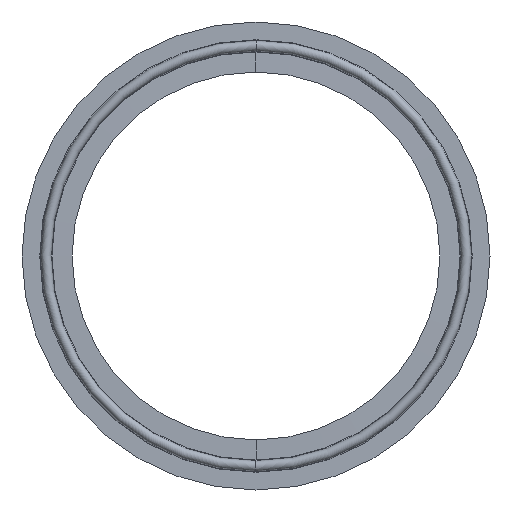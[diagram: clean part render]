
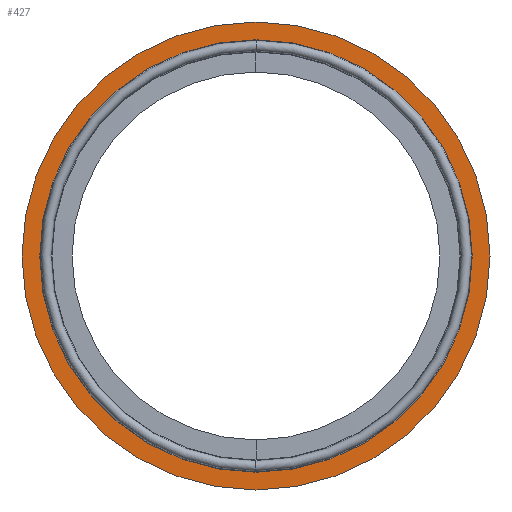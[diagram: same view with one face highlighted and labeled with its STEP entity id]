
A CAD part, left-side view. The second image highlights one B-rep face of the part: STEP entity #427.
In plain terms, the highlighted planar face has unit normal (-1, 0, 0).
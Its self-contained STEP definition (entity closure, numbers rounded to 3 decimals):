
#40 = CARTESIAN_POINT ( 'NONE',  ( -0.9, 0., 49.9 ) ) ;
#50 = EDGE_CURVE ( 'NONE', #902, #562, #261, .T. ) ;
#57 = AXIS2_PLACEMENT_3D ( 'NONE', #714, #217, #704 ) ;
#63 = DIRECTION ( 'NONE',  ( 1., 0., 0. ) ) ;
#68 = VERTEX_POINT ( 'NONE', #151 ) ;
#92 = CIRCLE ( 'NONE', #309, 54. ) ;
#134 = ORIENTED_EDGE ( 'NONE', *, *, #776, .T. ) ;
#136 = PLANE ( 'NONE',  #259 ) ;
#151 = CARTESIAN_POINT ( 'NONE',  ( -0.9, 0., 54. ) ) ;
#185 = AXIS2_PLACEMENT_3D ( 'NONE', #761, #693, #624 ) ;
#217 = DIRECTION ( 'NONE',  ( 1., 0., 0. ) ) ;
#228 = EDGE_LOOP ( 'NONE', ( #134, #694 ) ) ;
#234 = DIRECTION ( 'NONE',  ( 0., 0., 1. ) ) ;
#259 = AXIS2_PLACEMENT_3D ( 'NONE', #570, #63, #275 ) ;
#261 = CIRCLE ( 'NONE', #185, 49.9 ) ;
#271 = CARTESIAN_POINT ( 'NONE',  ( -0.9, 0., -49.9 ) ) ;
#273 = EDGE_CURVE ( 'NONE', #382, #68, #341, .T. ) ;
#275 = DIRECTION ( 'NONE',  ( 0., 0., -1. ) ) ;
#305 = CARTESIAN_POINT ( 'NONE',  ( -0.9, 0., 0. ) ) ;
#309 = AXIS2_PLACEMENT_3D ( 'NONE', #858, #640, #509 ) ;
#341 = CIRCLE ( 'NONE', #463, 54. ) ;
#379 = EDGE_CURVE ( 'NONE', #562, #902, #384, .T. ) ;
#382 = VERTEX_POINT ( 'NONE', #418 ) ;
#384 = CIRCLE ( 'NONE', #57, 49.9 ) ;
#418 = CARTESIAN_POINT ( 'NONE',  ( -0.9, 0., -54. ) ) ;
#425 = FACE_BOUND ( 'NONE', #457, .T. ) ;
#427 = ADVANCED_FACE ( 'NONE', ( #425, #708 ), #136, .F. ) ;
#457 = EDGE_LOOP ( 'NONE', ( #882, #601 ) ) ;
#463 = AXIS2_PLACEMENT_3D ( 'NONE', #305, #586, #234 ) ;
#509 = DIRECTION ( 'NONE',  ( 0., 0., 1. ) ) ;
#562 = VERTEX_POINT ( 'NONE', #271 ) ;
#570 = CARTESIAN_POINT ( 'NONE',  ( -0.9, 49.7, 0. ) ) ;
#586 = DIRECTION ( 'NONE',  ( -1., 0., 0. ) ) ;
#601 = ORIENTED_EDGE ( 'NONE', *, *, #50, .T. ) ;
#624 = DIRECTION ( 'NONE',  ( 0., 0., -1. ) ) ;
#640 = DIRECTION ( 'NONE',  ( -1., 0., 0. ) ) ;
#693 = DIRECTION ( 'NONE',  ( 1., 0., 0. ) ) ;
#694 = ORIENTED_EDGE ( 'NONE', *, *, #273, .T. ) ;
#704 = DIRECTION ( 'NONE',  ( 0., 0., -1. ) ) ;
#708 = FACE_OUTER_BOUND ( 'NONE', #228, .T. ) ;
#714 = CARTESIAN_POINT ( 'NONE',  ( -0.9, 0., 0. ) ) ;
#761 = CARTESIAN_POINT ( 'NONE',  ( -0.9, 0., 0. ) ) ;
#776 = EDGE_CURVE ( 'NONE', #68, #382, #92, .T. ) ;
#858 = CARTESIAN_POINT ( 'NONE',  ( -0.9, 0., 0. ) ) ;
#882 = ORIENTED_EDGE ( 'NONE', *, *, #379, .T. ) ;
#902 = VERTEX_POINT ( 'NONE', #40 ) ;
